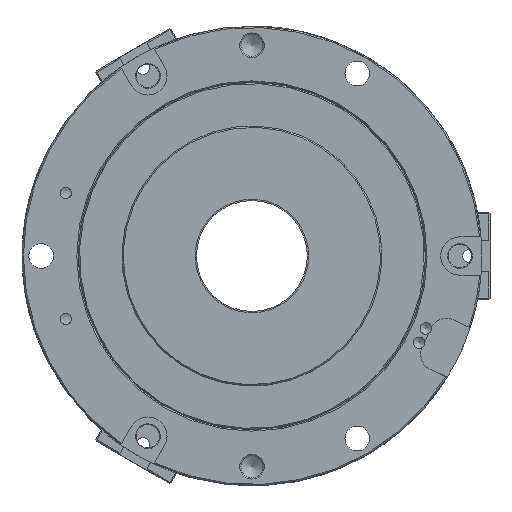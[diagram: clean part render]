
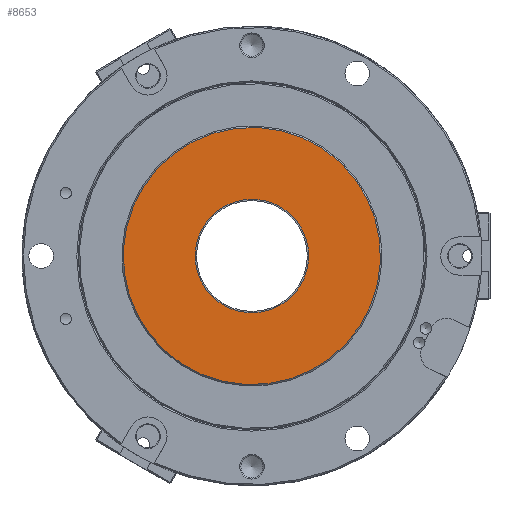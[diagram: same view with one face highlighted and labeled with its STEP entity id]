
A CAD part, front view. The second image highlights one B-rep face of the part: STEP entity #8653.
In plain terms, the highlighted face is planar.
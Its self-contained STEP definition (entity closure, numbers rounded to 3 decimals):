
#358=FACE_BOUND('',#1820,.T.);
#629=CIRCLE('',#9550,20.75);
#631=CIRCLE('',#9553,47.);
#913=PLANE('',#9558);
#1311=FACE_OUTER_BOUND('',#1819,.T.);
#1819=EDGE_LOOP('',(#7468));
#1820=EDGE_LOOP('',(#7469));
#4121=VERTEX_POINT('',#16157);
#4124=VERTEX_POINT('',#16164);
#5277=EDGE_CURVE('',#4121,#4121,#629,.T.);
#5280=EDGE_CURVE('',#4124,#4124,#631,.T.);
#7468=ORIENTED_EDGE('',*,*,#5280,.F.);
#7469=ORIENTED_EDGE('',*,*,#5277,.T.);
#8653=ADVANCED_FACE('',(#1311,#358),#913,.T.);
#9550=AXIS2_PLACEMENT_3D('',#16159,#11376,#11377);
#9553=AXIS2_PLACEMENT_3D('',#16166,#11383,#11384);
#9558=AXIS2_PLACEMENT_3D('',#16174,#11394,#11395);
#11376=DIRECTION('center_axis',(0.,0.,1.));
#11377=DIRECTION('ref_axis',(-1.,0.,0.));
#11383=DIRECTION('center_axis',(0.,0.,1.));
#11384=DIRECTION('ref_axis',(-1.,0.,0.));
#11394=DIRECTION('center_axis',(0.,0.,-1.));
#11395=DIRECTION('ref_axis',(-1.,0.,0.));
#16157=CARTESIAN_POINT('',(20.75,0.,0.));
#16159=CARTESIAN_POINT('Origin',(0.,0.,0.));
#16164=CARTESIAN_POINT('',(47.,0.,0.));
#16166=CARTESIAN_POINT('Origin',(0.,0.,0.));
#16174=CARTESIAN_POINT('Origin',(47.5,0.,0.));
